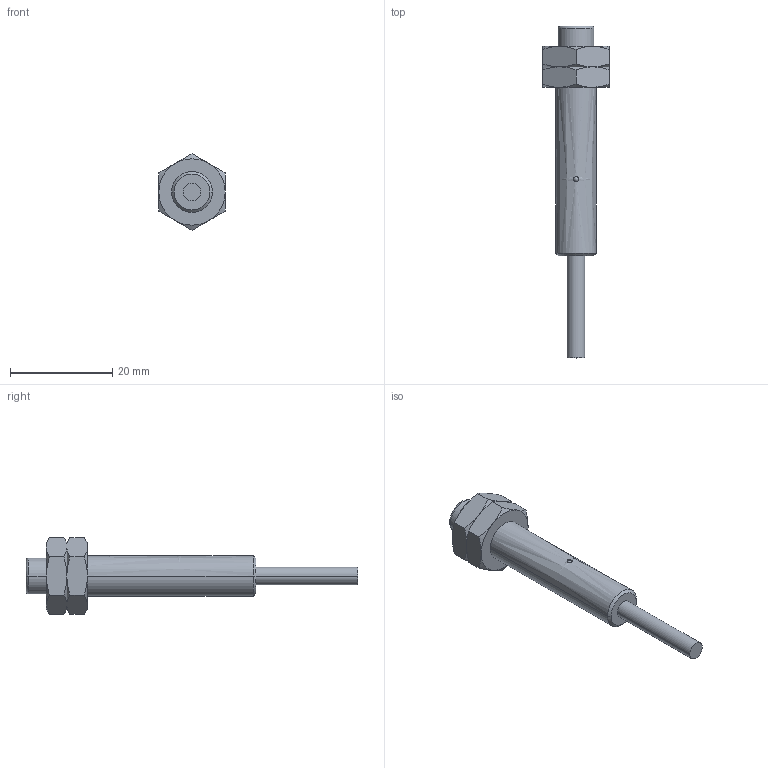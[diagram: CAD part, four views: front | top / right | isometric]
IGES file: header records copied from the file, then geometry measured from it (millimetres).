
Start section:  PTC IGES file: dw-ad-513-m8.igs
Global section: file name: dw-ad-513-m8.igs; native system:  by Parametric Technology Corporation; preprocessor: 2010230; organization: Unknown; date: 20110302.085159; units: millimetre
Bounding box: 13 x 65 x 15.01 mm (x, y, z)
Volume: 3160.7 mm3; surface area: 1784.7 mm2
Topology: 1 solids, 1 shells, 58 faces, 120 edges, 66 vertices
Faces by surface type: revolution 41, bspline 17
